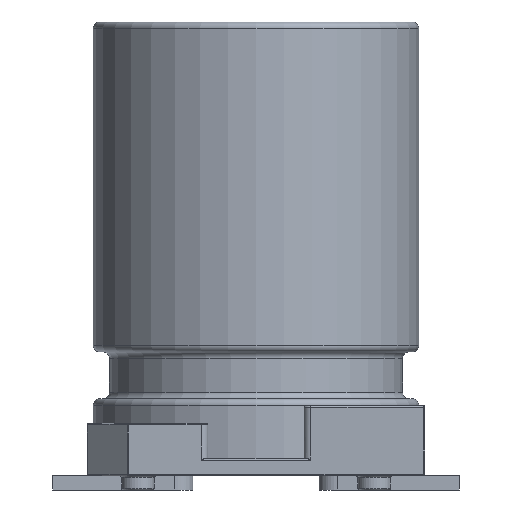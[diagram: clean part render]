
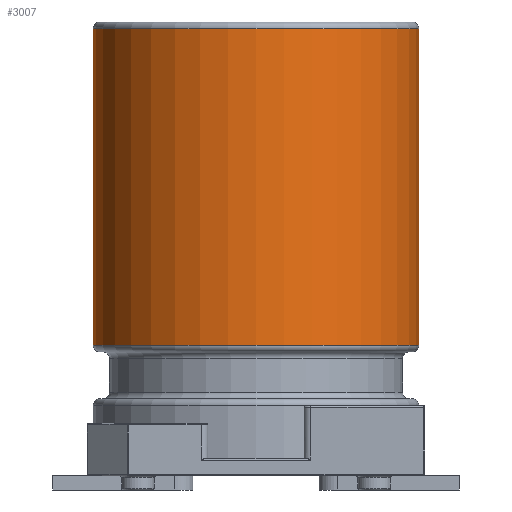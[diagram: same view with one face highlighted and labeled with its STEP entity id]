
A CAD part, front view. The second image highlights one B-rep face of the part: STEP entity #3007.
In plain terms, the highlighted cylindrical face has radius 4 mm (diameter 8 mm), a full revolution.
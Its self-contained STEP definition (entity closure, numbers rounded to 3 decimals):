
#313=CYLINDRICAL_SURFACE('',#3275,4.);
#433=FACE_OUTER_BOUND('',#580,.T.);
#580=EDGE_LOOP('',(#2745,#2746,#2747,#2748,#2749,#2750));
#729=LINE('',#5730,#866);
#866=VECTOR('',#3912,4.);
#998=CIRCLE('',#3273,4.);
#999=CIRCLE('',#3274,4.);
#1000=CIRCLE('',#3276,4.);
#1001=CIRCLE('',#3277,4.);
#1376=VERTEX_POINT('',#5723);
#1377=VERTEX_POINT('',#5725);
#1378=VERTEX_POINT('',#5729);
#1379=VERTEX_POINT('',#5731);
#1842=EDGE_CURVE('',#1376,#1377,#998,.T.);
#1843=EDGE_CURVE('',#1377,#1376,#999,.T.);
#1844=EDGE_CURVE('',#1377,#1378,#729,.T.);
#1845=EDGE_CURVE('',#1379,#1378,#1000,.T.);
#1846=EDGE_CURVE('',#1378,#1379,#1001,.T.);
#2745=ORIENTED_EDGE('',*,*,#1843,.F.);
#2746=ORIENTED_EDGE('',*,*,#1844,.T.);
#2747=ORIENTED_EDGE('',*,*,#1845,.F.);
#2748=ORIENTED_EDGE('',*,*,#1846,.F.);
#2749=ORIENTED_EDGE('',*,*,#1844,.F.);
#2750=ORIENTED_EDGE('',*,*,#1842,.F.);
#3007=ADVANCED_FACE('',(#433),#313,.T.);
#3273=AXIS2_PLACEMENT_3D('',#5726,#3906,#3907);
#3274=AXIS2_PLACEMENT_3D('',#5727,#3908,#3909);
#3275=AXIS2_PLACEMENT_3D('',#5728,#3910,#3911);
#3276=AXIS2_PLACEMENT_3D('',#5732,#3913,#3914);
#3277=AXIS2_PLACEMENT_3D('',#5733,#3915,#3916);
#3906=DIRECTION('center_axis',(0.,0.,1.));
#3907=DIRECTION('ref_axis',(0.,1.,0.));
#3908=DIRECTION('center_axis',(0.,0.,1.));
#3909=DIRECTION('ref_axis',(0.,1.,0.));
#3910=DIRECTION('center_axis',(0.,0.,1.));
#3911=DIRECTION('ref_axis',(0.,1.,0.));
#3912=DIRECTION('',(0.,0.,-1.));
#3913=DIRECTION('center_axis',(0.,0.,-1.));
#3914=DIRECTION('ref_axis',(0.,-1.,0.));
#3915=DIRECTION('center_axis',(0.,0.,-1.));
#3916=DIRECTION('ref_axis',(0.,-1.,0.));
#5723=CARTESIAN_POINT('',(0.,4.,11.34));
#5725=CARTESIAN_POINT('',(0.,-4.,11.34));
#5726=CARTESIAN_POINT('Origin',(0.,0.,11.34));
#5727=CARTESIAN_POINT('Origin',(0.,0.,11.34));
#5728=CARTESIAN_POINT('Origin',(0.,0.,0.776));
#5729=CARTESIAN_POINT('',(0.,-4.,3.553));
#5730=CARTESIAN_POINT('',(0.,-4.,0.776));
#5731=CARTESIAN_POINT('',(0.,4.,3.553));
#5732=CARTESIAN_POINT('Origin',(0.,0.,3.553));
#5733=CARTESIAN_POINT('Origin',(0.,0.,3.553));
